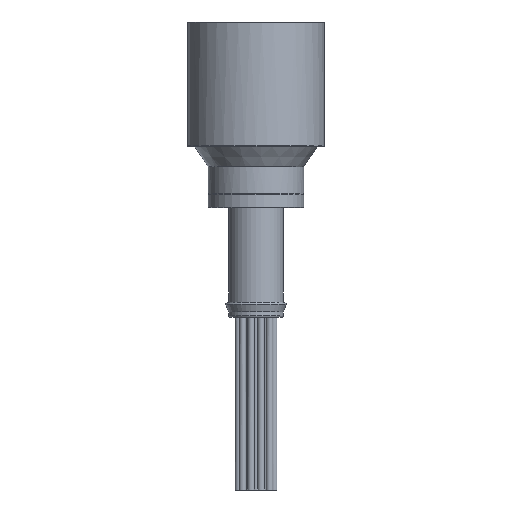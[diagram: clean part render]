
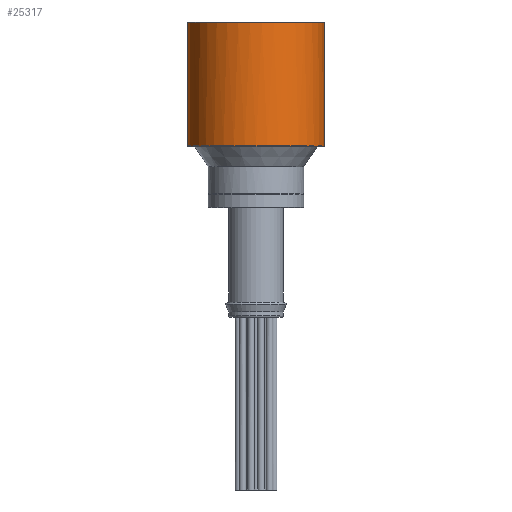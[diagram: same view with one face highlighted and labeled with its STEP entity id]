
A CAD part, front view. The second image highlights one B-rep face of the part: STEP entity #25317.
In plain terms, the highlighted cylindrical face has radius 15.875 mm (diameter 31.75 mm), a full revolution.
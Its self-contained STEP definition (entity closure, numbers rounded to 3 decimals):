
#1636=CIRCLE('',#26600,15.875);
#1637=CIRCLE('',#26601,15.875);
#1768=CIRCLE('',#26755,15.875);
#1769=CIRCLE('',#26756,15.875);
#1770=CIRCLE('',#26757,15.875);
#3389=FACE_OUTER_BOUND('',#4747,.T.);
#4747=EDGE_LOOP('',(#18403,#18404,#18405,#18406,#18407,#18408,#18409));
#6955=LINE('',#49893,#8524);
#8524=VECTOR('',#30788,15.875);
#10292=VERTEX_POINT('',#49605);
#10293=VERTEX_POINT('',#49606);
#10424=VERTEX_POINT('',#49892);
#10425=VERTEX_POINT('',#49894);
#10426=VERTEX_POINT('',#49896);
#13308=EDGE_CURVE('',#10292,#10293,#1636,.T.);
#13309=EDGE_CURVE('',#10293,#10292,#1637,.T.);
#13440=EDGE_CURVE('',#10293,#10424,#6955,.T.);
#13441=EDGE_CURVE('',#10425,#10424,#1768,.T.);
#13442=EDGE_CURVE('',#10426,#10425,#1769,.T.);
#13443=EDGE_CURVE('',#10424,#10426,#1770,.T.);
#18403=ORIENTED_EDGE('',*,*,#13308,.T.);
#18404=ORIENTED_EDGE('',*,*,#13440,.T.);
#18405=ORIENTED_EDGE('',*,*,#13441,.F.);
#18406=ORIENTED_EDGE('',*,*,#13442,.F.);
#18407=ORIENTED_EDGE('',*,*,#13443,.F.);
#18408=ORIENTED_EDGE('',*,*,#13440,.F.);
#18409=ORIENTED_EDGE('',*,*,#13309,.T.);
#23374=CYLINDRICAL_SURFACE('',#26754,15.875);
#25317=ADVANCED_FACE('',(#3389),#23374,.T.);
#26600=AXIS2_PLACEMENT_3D('',#49607,#30478,#30479);
#26601=AXIS2_PLACEMENT_3D('',#49608,#30480,#30481);
#26754=AXIS2_PLACEMENT_3D('',#49891,#30786,#30787);
#26755=AXIS2_PLACEMENT_3D('',#49895,#30789,#30790);
#26756=AXIS2_PLACEMENT_3D('',#49897,#30791,#30792);
#26757=AXIS2_PLACEMENT_3D('',#49898,#30793,#30794);
#30478=DIRECTION('center_axis',(0.,0.,
-1.));
#30479=DIRECTION('ref_axis',(-0.966,-0.259,0.));
#30480=DIRECTION('center_axis',(0.,0.,
-1.));
#30481=DIRECTION('ref_axis',(-0.966,-0.259,0.));
#30786=DIRECTION('center_axis',(0.,0.,
1.));
#30787=DIRECTION('ref_axis',(0.966,0.259,0.));
#30788=DIRECTION('',(0.,0.,-1.));
#30789=DIRECTION('center_axis',(0.,0.,
-1.));
#30790=DIRECTION('ref_axis',(0.,1.,0.));
#30791=DIRECTION('center_axis',(0.,0.,
-1.));
#30792=DIRECTION('ref_axis',(0.,1.,0.));
#30793=DIRECTION('center_axis',(0.,0.,
-1.));
#30794=DIRECTION('ref_axis',(0.,1.,0.));
#49605=CARTESIAN_POINT('',(15.334,4.109,-11.125));
#49606=CARTESIAN_POINT('',(-15.334,-4.109,-11.125));
#49607=CARTESIAN_POINT('Origin',(0.,0.,
-11.125));
#49608=CARTESIAN_POINT('Origin',(0.,0.,
-11.125));
#49891=CARTESIAN_POINT('Origin',(0.,0.,
-94.126));
#49892=CARTESIAN_POINT('',(-15.334,-4.109,-39.573));
#49893=CARTESIAN_POINT('',(-15.334,-4.109,-94.126));
#49894=CARTESIAN_POINT('',(0.,-15.875,-39.573));
#49895=CARTESIAN_POINT('Origin',(0.,0.,
-39.573));
#49896=CARTESIAN_POINT('',(15.334,4.109,-39.573));
#49897=CARTESIAN_POINT('Origin',(0.,0.,
-39.573));
#49898=CARTESIAN_POINT('Origin',(0.,0.,
-39.573));
